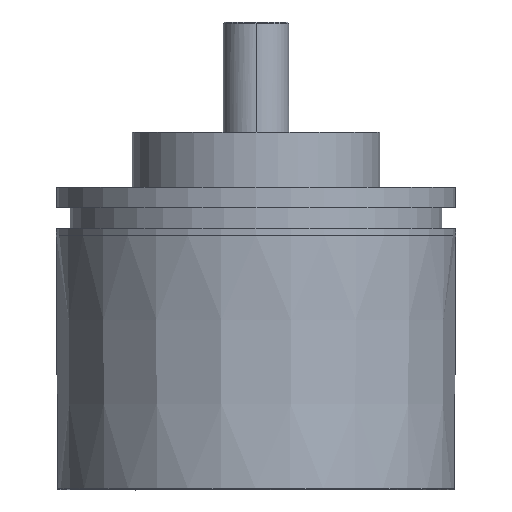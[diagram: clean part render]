
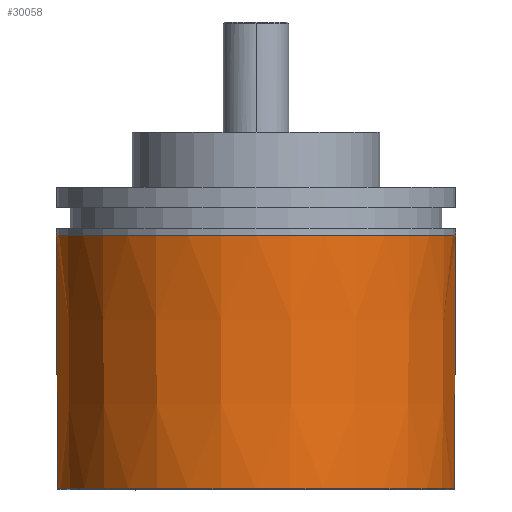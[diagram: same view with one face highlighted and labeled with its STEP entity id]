
A CAD part, front view. The second image highlights one B-rep face of the part: STEP entity #30058.
In plain terms, the highlighted conical face has half-angle 0.35 degrees and reference radius 29.039 mm.
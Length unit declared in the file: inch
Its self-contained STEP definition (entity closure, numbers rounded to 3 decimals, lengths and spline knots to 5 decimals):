
#732 = DIRECTION ( 'NONE',  ( 0., 0., -1. ) ) ;
#1987 = DIRECTION ( 'NONE',  ( 1., 0., 0. ) ) ;
#2179 = EDGE_CURVE ( 'NONE', #48692, #15515, #29901, .T. ) ;
#2634 = AXIS2_PLACEMENT_3D ( 'NONE', #10520, #22296, #1987 ) ;
#2741 = CARTESIAN_POINT ( 'NONE',  ( -1.14326, 0., -0.59055 ) ) ;
#3438 = AXIS2_PLACEMENT_3D ( 'NONE', #31290, #18985, #35547 ) ;
#4162 = ORIENTED_EDGE ( 'NONE', *, *, #42268, .T. ) ;
#4351 = CARTESIAN_POINT ( 'NONE',  ( 1.1344, -0.00631, -2.03942 ) ) ;
#6008 = FACE_OUTER_BOUND ( 'NONE', #23607, .T. ) ;
#6548 = EDGE_CURVE ( 'NONE', #27162, #15515, #9034, .T. ) ;
#9034 = CIRCLE ( 'NONE', #9869, 1.13441 ) ;
#9869 = AXIS2_PLACEMENT_3D ( 'NONE', #22333, #30343, #39139 ) ;
#10520 = CARTESIAN_POINT ( 'NONE',  ( 0., 0., -0.59055 ) ) ;
#11467 = CIRCLE ( 'NONE', #17432, 1.14326 ) ;
#13751 = CONICAL_SURFACE ( 'NONE', #2634, 1.14326, 0.006 ) ;
#13800 = CARTESIAN_POINT ( 'NONE',  ( 0., 0., -0.59055 ) ) ;
#14091 = EDGE_CURVE ( 'NONE', #27162, #19597, #51992, .T. ) ;
#15389 = ORIENTED_EDGE ( 'NONE', *, *, #14091, .T. ) ;
#15515 = VERTEX_POINT ( 'NONE', #4351 ) ;
#16957 = VERTEX_POINT ( 'NONE', #43819 ) ;
#17432 = AXIS2_PLACEMENT_3D ( 'NONE', #13800, #732, #26079 ) ;
#17447 = ORIENTED_EDGE ( 'NONE', *, *, #33747, .T. ) ;
#18985 = DIRECTION ( 'NONE',  ( 0., 0., 1. ) ) ;
#19597 = VERTEX_POINT ( 'NONE', #30723 ) ;
#21516 = CARTESIAN_POINT ( 'NONE',  ( 1.13441, 0., -2.03942 ) ) ;
#22296 = DIRECTION ( 'NONE',  ( 0., 0., 1. ) ) ;
#22333 = CARTESIAN_POINT ( 'NONE',  ( 0., 0., -2.03942 ) ) ;
#23607 = EDGE_LOOP ( 'NONE', ( #15389, #17447, #4162, #44151, #40959 ) ) ;
#26079 = DIRECTION ( 'NONE',  ( 1., 0., 0. ) ) ;
#27056 = DIRECTION ( 'NONE',  ( 0.006, 0., -1. ) ) ;
#27162 = VERTEX_POINT ( 'NONE', #21516 ) ;
#29087 = CARTESIAN_POINT ( 'NONE',  ( -1.13441, 0., -2.03942 ) ) ;
#29901 = CIRCLE ( 'NONE', #3438, 1.13441 ) ;
#30058 = ADVANCED_FACE ( 'NONE', ( #6008 ), #13751, .T. ) ;
#30343 = DIRECTION ( 'NONE',  ( 0., 0., -1. ) ) ;
#30723 = CARTESIAN_POINT ( 'NONE',  ( 1.14326, 0., -0.59055 ) ) ;
#31290 = CARTESIAN_POINT ( 'NONE',  ( 0., 0., -2.03942 ) ) ;
#33747 = EDGE_CURVE ( 'NONE', #19597, #16957, #11467, .T. ) ;
#35547 = DIRECTION ( 'NONE',  ( 1., 0., 0. ) ) ;
#37847 = VECTOR ( 'NONE', #47979, 39.37008 ) ;
#39139 = DIRECTION ( 'NONE',  ( 1., -0.006, 0. ) ) ;
#40243 = CARTESIAN_POINT ( 'NONE',  ( 1.14326, 0., -0.59055 ) ) ;
#40959 = ORIENTED_EDGE ( 'NONE', *, *, #6548, .F. ) ;
#42268 = EDGE_CURVE ( 'NONE', #16957, #48692, #51346, .T. ) ;
#43819 = CARTESIAN_POINT ( 'NONE',  ( -1.14326, 0., -0.59055 ) ) ;
#44151 = ORIENTED_EDGE ( 'NONE', *, *, #2179, .T. ) ;
#47979 = DIRECTION ( 'NONE',  ( 0.006, 0., 1. ) ) ;
#48692 = VERTEX_POINT ( 'NONE', #29087 ) ;
#49882 = VECTOR ( 'NONE', #27056, 39.37008 ) ;
#51346 = LINE ( 'NONE', #2741, #49882 ) ;
#51992 = LINE ( 'NONE', #40243, #37847 ) ;
